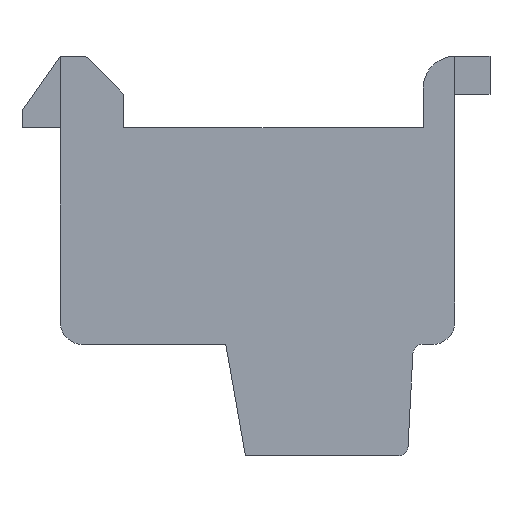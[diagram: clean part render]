
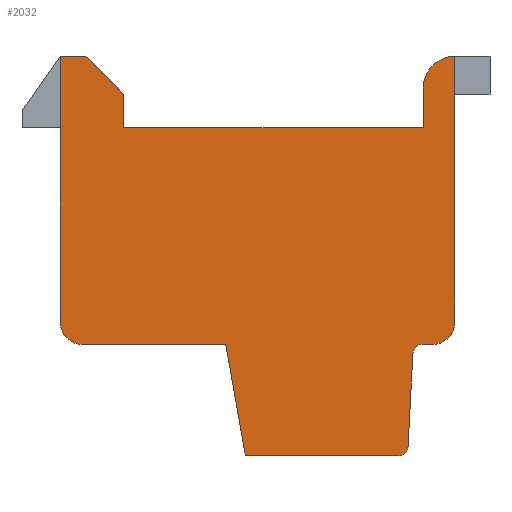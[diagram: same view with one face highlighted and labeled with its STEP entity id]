
A CAD part, left-side view. The second image highlights one B-rep face of the part: STEP entity #2032.
In plain terms, the highlighted planar face has unit normal (-1, 0, 0).
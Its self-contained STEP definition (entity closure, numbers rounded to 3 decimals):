
#1=CARTESIAN_POINT('',(0.,-5.55,-2.075));
#2=DIRECTION('',(1.,0.,0.));
#3=DIRECTION('',(0.,-1.,0.));
#4=AXIS2_PLACEMENT_3D('',#1,#2,#3);
#6=DIRECTION('',(0.,1.,0.));
#7=VECTOR('',#6,0.323);
#8=CARTESIAN_POINT('',(0.,-5.55,-2.775));
#9=LINE('',#8,#7);
#10=CARTESIAN_POINT('',(0.,-5.227,-3.075));
#11=DIRECTION('',(-1.,0.,0.));
#12=DIRECTION('',(0.,0.,1.));
#13=AXIS2_PLACEMENT_3D('',#10,#11,#12);
#15=DIRECTION('',(0.,0.052,-0.999));
#16=VECTOR('',#15,2.904);
#17=CARTESIAN_POINT('',(0.,-4.927,-3.075));
#18=LINE('',#17,#16);
#19=CARTESIAN_POINT('',(0.,-4.475,-5.975));
#20=DIRECTION('',(1.,0.,0.));
#21=DIRECTION('',(0.,-1.,0.));
#22=AXIS2_PLACEMENT_3D('',#19,#20,#21);
#24=DIRECTION('',(0.,1.,0.));
#25=VECTOR('',#24,4.808);
#26=CARTESIAN_POINT('',(0.,-4.475,-6.275));
#27=LINE('',#26,#25);
#28=DIRECTION('',(0.,0.174,0.985));
#29=VECTOR('',#28,3.554);
#30=CARTESIAN_POINT('',(0.,0.333,-6.275));
#31=LINE('',#30,#29);
#32=DIRECTION('',(0.,1.,0.));
#33=VECTOR('',#32,4.5);
#34=CARTESIAN_POINT('',(0.,0.95,-2.775));
#35=LINE('',#34,#33);
#36=CARTESIAN_POINT('',(0.,5.45,-2.075));
#37=DIRECTION('',(1.,0.,0.));
#38=DIRECTION('',(0.,0.,-1.));
#39=AXIS2_PLACEMENT_3D('',#36,#37,#38);
#41=CARTESIAN_POINT('',(0.,6.072,6.125));
#42=DIRECTION('',(1.,0.,0.));
#43=DIRECTION('',(0.,0.521,0.854));
#44=AXIS2_PLACEMENT_3D('',#41,#42,#43);
#46=DIRECTION('',(0.,-1.,0.));
#47=VECTOR('',#46,0.66);
#48=CARTESIAN_POINT('',(0.,6.072,6.275));
#49=LINE('',#48,#47);
#50=CARTESIAN_POINT('',(0.,5.412,6.125));
#51=DIRECTION('',(1.,0.,0.));
#52=DIRECTION('',(0.,0.,1.));
#53=AXIS2_PLACEMENT_3D('',#50,#51,#52);
#55=DIRECTION('',(0.,-0.707,-0.707));
#56=VECTOR('',#55,1.573);
#57=CARTESIAN_POINT('',(0.,5.306,6.231));
#58=LINE('',#57,#56);
#59=CARTESIAN_POINT('',(0.,4.3,5.013));
#60=DIRECTION('',(1.,0.,0.));
#61=DIRECTION('',(0.,-0.707,0.707));
#62=AXIS2_PLACEMENT_3D('',#59,#60,#61);
#64=DIRECTION('',(0.,0.,-1.));
#65=VECTOR('',#64,0.988);
#66=CARTESIAN_POINT('',(0.,4.15,5.013));
#67=LINE('',#66,#65);
#68=DIRECTION('',(0.,-1.,0.));
#69=VECTOR('',#68,9.4);
#70=CARTESIAN_POINT('',(0.,4.15,4.025));
#71=LINE('',#70,#69);
#72=DIRECTION('',(0.,0.,1.));
#73=VECTOR('',#72,1.25);
#74=CARTESIAN_POINT('',(0.,-5.25,4.025));
#75=LINE('',#74,#73);
#76=CARTESIAN_POINT('',(0.,-6.25,5.275));
#77=DIRECTION('',(1.,0.,0.));
#78=DIRECTION('',(0.,1.,0.));
#79=AXIS2_PLACEMENT_3D('',#76,#77,#78);
#113=DIRECTION('',(0.,0.,1.));
#114=VECTOR('',#113,8.35);
#115=CARTESIAN_POINT('',(0.,-6.25,-2.075));
#116=LINE('',#115,#114);
#877=DIRECTION('',(0.,0.,-1.));
#878=VECTOR('',#877,8.328);
#879=CARTESIAN_POINT('',(0.,6.15,6.253));
#880=LINE('',#879,#878);
#1513=CARTESIAN_POINT('',(0.,6.072,6.275));
#1514=CARTESIAN_POINT('',(0.,5.412,6.275));
#1515=VERTEX_POINT('',#1513);
#1516=VERTEX_POINT('',#1514);
#1517=CARTESIAN_POINT('',(0.,5.306,6.231));
#1518=VERTEX_POINT('',#1517);
#1519=CARTESIAN_POINT('',(0.,4.194,5.119));
#1520=VERTEX_POINT('',#1519);
#1521=CARTESIAN_POINT('',(0.,4.15,5.013));
#1522=VERTEX_POINT('',#1521);
#1523=CARTESIAN_POINT('',(0.,4.15,4.025));
#1524=VERTEX_POINT('',#1523);
#1525=CARTESIAN_POINT('',(0.,-5.25,4.025));
#1526=VERTEX_POINT('',#1525);
#1527=CARTESIAN_POINT('',(0.,-5.25,5.275));
#1528=VERTEX_POINT('',#1527);
#1529=CARTESIAN_POINT('',(0.,-6.25,-2.075));
#1530=CARTESIAN_POINT('',(0.,-5.55,-2.775));
#1531=VERTEX_POINT('',#1529);
#1532=VERTEX_POINT('',#1530);
#1533=CARTESIAN_POINT('',(0.,-5.227,-2.775));
#1534=VERTEX_POINT('',#1533);
#1535=CARTESIAN_POINT('',(0.,-4.927,-3.075));
#1536=VERTEX_POINT('',#1535);
#1537=CARTESIAN_POINT('',(0.,-4.775,-5.975));
#1538=VERTEX_POINT('',#1537);
#1539=CARTESIAN_POINT('',(0.,-4.475,-6.275));
#1540=VERTEX_POINT('',#1539);
#1541=CARTESIAN_POINT('',(0.,0.333,-6.275));
#1542=VERTEX_POINT('',#1541);
#1543=CARTESIAN_POINT('',(0.,0.95,-2.775));
#1544=VERTEX_POINT('',#1543);
#1545=CARTESIAN_POINT('',(0.,5.45,-2.775));
#1546=VERTEX_POINT('',#1545);
#1547=CARTESIAN_POINT('',(0.,6.15,-2.075));
#1548=VERTEX_POINT('',#1547);
#1969=CARTESIAN_POINT('',(0.,6.15,6.253));
#1970=VERTEX_POINT('',#1969);
#1973=CARTESIAN_POINT('',(0.,-6.25,6.275));
#1974=VERTEX_POINT('',#1973);
#1985=CARTESIAN_POINT('',(0.,0.,0.));
#1986=DIRECTION('',(1.,0.,0.));
#1987=DIRECTION('',(0.,-1.,0.));
#1988=AXIS2_PLACEMENT_3D('',#1985,#1986,#1987);
#1989=PLANE('',#1988);
#1991=ORIENTED_EDGE('',*,*,#1990,.F.);
#1993=ORIENTED_EDGE('',*,*,#1992,.T.);
#1995=ORIENTED_EDGE('',*,*,#1994,.T.);
#1997=ORIENTED_EDGE('',*,*,#1996,.T.);
#1999=ORIENTED_EDGE('',*,*,#1998,.T.);
#2001=ORIENTED_EDGE('',*,*,#2000,.T.);
#2003=ORIENTED_EDGE('',*,*,#2002,.T.);
#2005=ORIENTED_EDGE('',*,*,#2004,.T.);
#2007=ORIENTED_EDGE('',*,*,#2006,.T.);
#2009=ORIENTED_EDGE('',*,*,#2008,.T.);
#2011=ORIENTED_EDGE('',*,*,#2010,.F.);
#2013=ORIENTED_EDGE('',*,*,#2012,.T.);
#2015=ORIENTED_EDGE('',*,*,#2014,.T.);
#2017=ORIENTED_EDGE('',*,*,#2016,.T.);
#2019=ORIENTED_EDGE('',*,*,#2018,.T.);
#2021=ORIENTED_EDGE('',*,*,#2020,.T.);
#2023=ORIENTED_EDGE('',*,*,#2022,.T.);
#2025=ORIENTED_EDGE('',*,*,#2024,.T.);
#2027=ORIENTED_EDGE('',*,*,#2026,.T.);
#2029=ORIENTED_EDGE('',*,*,#2028,.T.);
#2030=EDGE_LOOP('',(#1991,#1993,#1995,#1997,#1999,#2001,#2003,#2005,#2007,#2009,
#2011,#2013,#2015,#2017,#2019,#2021,#2023,#2025,#2027,#2029));
#2031=FACE_OUTER_BOUND('',#2030,.F.);
#2032=ADVANCED_FACE('',(#2031),#1989,.F.);
#5=CIRCLE('',#4,0.7);
#14=CIRCLE('',#13,0.3);
#23=CIRCLE('',#22,0.3);
#40=CIRCLE('',#39,0.7);
#45=CIRCLE('',#44,0.15);
#54=CIRCLE('',#53,0.15);
#63=CIRCLE('',#62,0.15);
#80=CIRCLE('',#79,1.);
#1990=EDGE_CURVE('',#1531,#1974,#116,.T.);
#1992=EDGE_CURVE('',#1531,#1532,#5,.T.);
#1994=EDGE_CURVE('',#1532,#1534,#9,.T.);
#1996=EDGE_CURVE('',#1534,#1536,#14,.T.);
#1998=EDGE_CURVE('',#1536,#1538,#18,.T.);
#2000=EDGE_CURVE('',#1538,#1540,#23,.T.);
#2002=EDGE_CURVE('',#1540,#1542,#27,.T.);
#2004=EDGE_CURVE('',#1542,#1544,#31,.T.);
#2006=EDGE_CURVE('',#1544,#1546,#35,.T.);
#2008=EDGE_CURVE('',#1546,#1548,#40,.T.);
#2010=EDGE_CURVE('',#1970,#1548,#880,.T.);
#2012=EDGE_CURVE('',#1970,#1515,#45,.T.);
#2014=EDGE_CURVE('',#1515,#1516,#49,.T.);
#2016=EDGE_CURVE('',#1516,#1518,#54,.T.);
#2018=EDGE_CURVE('',#1518,#1520,#58,.T.);
#2020=EDGE_CURVE('',#1520,#1522,#63,.T.);
#2022=EDGE_CURVE('',#1522,#1524,#67,.T.);
#2024=EDGE_CURVE('',#1524,#1526,#71,.T.);
#2026=EDGE_CURVE('',#1526,#1528,#75,.T.);
#2028=EDGE_CURVE('',#1528,#1974,#80,.T.);
